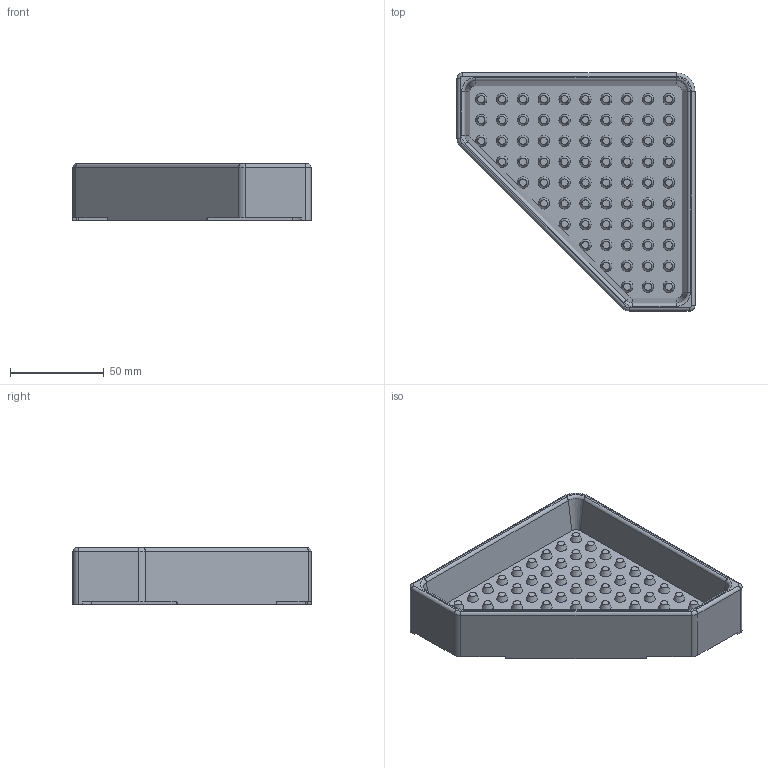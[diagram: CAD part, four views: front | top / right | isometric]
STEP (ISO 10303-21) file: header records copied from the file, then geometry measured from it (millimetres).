
FILE_DESCRIPTION(('FreeCAD Model'),'2;1');
FILE_NAME('Open CASCADE Shape Model','2023-05-01T14:15:56',(''),(''), 'Open CASCADE STEP processor 7.6','FreeCAD','Unknown');
FILE_SCHEMA(('AUTOMOTIVE_DESIGN { 1 0 10303 214 1 1 1 1 }'));
Length unit declared in the file: millimetre
Products named in the file (1): Body
Bounding box: 126.97 x 126.97 x 30 mm (x, y, z)
Volume: 60492.5 mm3; surface area: 65695.1 mm2
Topology: 1 solids, 1 shells, 262 faces, 529 edges, 340 vertices
Faces by surface type: plane 118, cone 96, cylinder 31, torus 13, revolution 2, bspline 2
Entity records: 14681 total; most frequent: CARTESIAN_POINT 3793, DIRECTION 2048, ORIENTED_EDGE 1054, PCURVE 1054, DEFINITIONAL_REPRESENTATION 1054, LINE 703, VECTOR 703, AXIS2_PLACEMENT_3D 554
